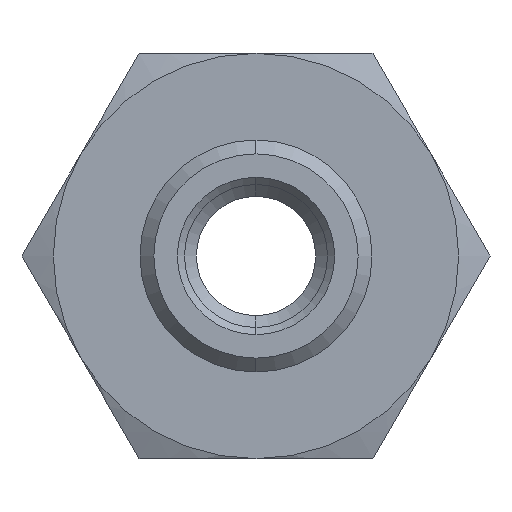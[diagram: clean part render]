
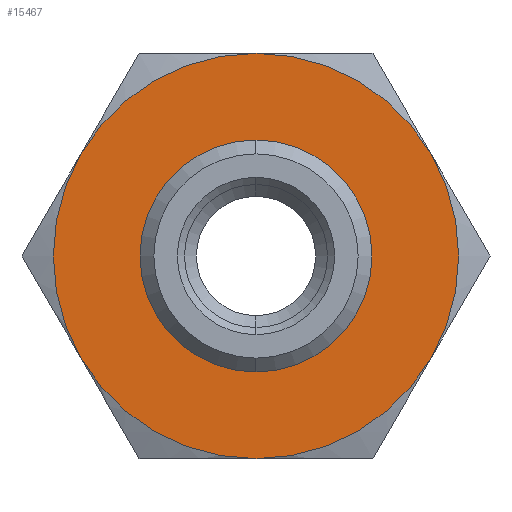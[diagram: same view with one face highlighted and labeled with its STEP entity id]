
A CAD part, left-side view. The second image highlights one B-rep face of the part: STEP entity #15467.
In plain terms, the highlighted planar face has unit normal (-1, 0, 0).
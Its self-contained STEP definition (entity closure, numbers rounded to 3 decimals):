
#162 = CIRCLE ( 'NONE', #7267, 8.5 ) ;
#193 = DIRECTION ( 'NONE',  ( 0., 0., 1. ) ) ;
#600 = CIRCLE ( 'NONE', #5086, 4.289 ) ;
#694 = DIRECTION ( 'NONE',  ( 0., 0., 1. ) ) ;
#993 = VERTEX_POINT ( 'NONE', #6653 ) ;
#1030 = CIRCLE ( 'NONE', #14403, 8.5 ) ;
#1093 = DIRECTION ( 'NONE',  ( 0., 0., 1. ) ) ;
#1094 = CARTESIAN_POINT ( 'NONE',  ( -28., 12.68, 0. ) ) ;
#1368 = DIRECTION ( 'NONE',  ( 0., 0., 1. ) ) ;
#1981 = AXIS2_PLACEMENT_3D ( 'NONE', #3433, #11772, #3543 ) ;
#2122 = EDGE_CURVE ( 'NONE', #10942, #6109, #162, .T. ) ;
#2222 = CARTESIAN_POINT ( 'NONE',  ( -28., 0., 0. ) ) ;
#3097 = AXIS2_PLACEMENT_3D ( 'NONE', #15523, #4771, #1368 ) ;
#3270 = FACE_BOUND ( 'NONE', #8093, .T. ) ;
#3433 = CARTESIAN_POINT ( 'NONE',  ( -28., 0., 0. ) ) ;
#3543 = DIRECTION ( 'NONE',  ( 0., 0., 1. ) ) ;
#3691 = VERTEX_POINT ( 'NONE', #13878 ) ;
#3808 = CARTESIAN_POINT ( 'NONE',  ( -28., 0., 0. ) ) ;
#3985 = ORIENTED_EDGE ( 'NONE', *, *, #2122, .T. ) ;
#4163 = EDGE_CURVE ( 'NONE', #993, #12052, #600, .T. ) ;
#4549 = AXIS2_PLACEMENT_3D ( 'NONE', #1094, #15401, #14372 ) ;
#4574 = EDGE_CURVE ( 'NONE', #3691, #4753, #13561, .T. ) ;
#4753 = VERTEX_POINT ( 'NONE', #12456 ) ;
#4771 = DIRECTION ( 'NONE',  ( -1., 0., 0. ) ) ;
#4787 = CIRCLE ( 'NONE', #6648, 4.289 ) ;
#4809 = EDGE_LOOP ( 'NONE', ( #7974, #14128, #5971, #3985, #7377, #14918 ) ) ;
#5086 = AXIS2_PLACEMENT_3D ( 'NONE', #2222, #10544, #1093 ) ;
#5221 = EDGE_CURVE ( 'NONE', #6109, #6641, #8475, .T. ) ;
#5396 = CARTESIAN_POINT ( 'NONE',  ( -28., 0., -8.5 ) ) ;
#5503 = CARTESIAN_POINT ( 'NONE',  ( -28., 0., 0. ) ) ;
#5665 = DIRECTION ( 'NONE',  ( -1., 0., 0. ) ) ;
#5971 = ORIENTED_EDGE ( 'NONE', *, *, #9591, .T. ) ;
#5989 = VERTEX_POINT ( 'NONE', #6335 ) ;
#6045 = DIRECTION ( 'NONE',  ( -1., 0., 0. ) ) ;
#6099 = CARTESIAN_POINT ( 'NONE',  ( -28., 0., 0. ) ) ;
#6109 = VERTEX_POINT ( 'NONE', #5396 ) ;
#6315 = DIRECTION ( 'NONE',  ( 1., 0., 0. ) ) ;
#6335 = CARTESIAN_POINT ( 'NONE',  ( -28., 7.361, 4.25 ) ) ;
#6641 = VERTEX_POINT ( 'NONE', #11833 ) ;
#6648 = AXIS2_PLACEMENT_3D ( 'NONE', #3808, #6315, #193 ) ;
#6653 = CARTESIAN_POINT ( 'NONE',  ( -28., 0., 4.289 ) ) ;
#7267 = AXIS2_PLACEMENT_3D ( 'NONE', #6099, #6045, #13292 ) ;
#7297 = EDGE_CURVE ( 'NONE', #4753, #5989, #15166, .T. ) ;
#7377 = ORIENTED_EDGE ( 'NONE', *, *, #5221, .T. ) ;
#7974 = ORIENTED_EDGE ( 'NONE', *, *, #4574, .T. ) ;
#8022 = DIRECTION ( 'NONE',  ( 0., 0., 1. ) ) ;
#8093 = EDGE_LOOP ( 'NONE', ( #8671, #11693 ) ) ;
#8459 = CARTESIAN_POINT ( 'NONE',  ( -28., 0., 0. ) ) ;
#8475 = CIRCLE ( 'NONE', #15437, 8.5 ) ;
#8477 = CARTESIAN_POINT ( 'NONE',  ( -28., 7.361, -4.25 ) ) ;
#8566 = DIRECTION ( 'NONE',  ( 0., 0., 1. ) ) ;
#8671 = ORIENTED_EDGE ( 'NONE', *, *, #4163, .T. ) ;
#9308 = AXIS2_PLACEMENT_3D ( 'NONE', #11625, #5665, #8022 ) ;
#9591 = EDGE_CURVE ( 'NONE', #5989, #10942, #1030, .T. ) ;
#10544 = DIRECTION ( 'NONE',  ( 1., 0., 0. ) ) ;
#10656 = CIRCLE ( 'NONE', #1981, 8.5 ) ;
#10738 = DIRECTION ( 'NONE',  ( -1., 0., 0. ) ) ;
#10942 = VERTEX_POINT ( 'NONE', #8477 ) ;
#11379 = CARTESIAN_POINT ( 'NONE',  ( -28., 0., -4.289 ) ) ;
#11625 = CARTESIAN_POINT ( 'NONE',  ( -28., 0., 0. ) ) ;
#11693 = ORIENTED_EDGE ( 'NONE', *, *, #15032, .T. ) ;
#11772 = DIRECTION ( 'NONE',  ( -1., 0., 0. ) ) ;
#11833 = CARTESIAN_POINT ( 'NONE',  ( -28., -7.361, -4.25 ) ) ;
#12052 = VERTEX_POINT ( 'NONE', #11379 ) ;
#12335 = EDGE_CURVE ( 'NONE', #6641, #3691, #10656, .T. ) ;
#12444 = FACE_OUTER_BOUND ( 'NONE', #4809, .T. ) ;
#12456 = CARTESIAN_POINT ( 'NONE',  ( -28., 0., 8.5 ) ) ;
#12680 = DIRECTION ( 'NONE',  ( -1., 0., 0. ) ) ;
#13292 = DIRECTION ( 'NONE',  ( 0., 0., 1. ) ) ;
#13561 = CIRCLE ( 'NONE', #3097, 8.5 ) ;
#13878 = CARTESIAN_POINT ( 'NONE',  ( -28., -7.361, 4.25 ) ) ;
#14128 = ORIENTED_EDGE ( 'NONE', *, *, #7297, .T. ) ;
#14261 = PLANE ( 'NONE',  #4549 ) ;
#14372 = DIRECTION ( 'NONE',  ( 0., 0., 1. ) ) ;
#14403 = AXIS2_PLACEMENT_3D ( 'NONE', #5503, #12680, #694 ) ;
#14918 = ORIENTED_EDGE ( 'NONE', *, *, #12335, .T. ) ;
#15032 = EDGE_CURVE ( 'NONE', #12052, #993, #4787, .T. ) ;
#15166 = CIRCLE ( 'NONE', #9308, 8.5 ) ;
#15401 = DIRECTION ( 'NONE',  ( -1., 0., 0. ) ) ;
#15437 = AXIS2_PLACEMENT_3D ( 'NONE', #8459, #10738, #8566 ) ;
#15467 = ADVANCED_FACE ( 'NONE', ( #3270, #12444 ), #14261, .T. ) ;
#15523 = CARTESIAN_POINT ( 'NONE',  ( -28., 0., 0. ) ) ;
